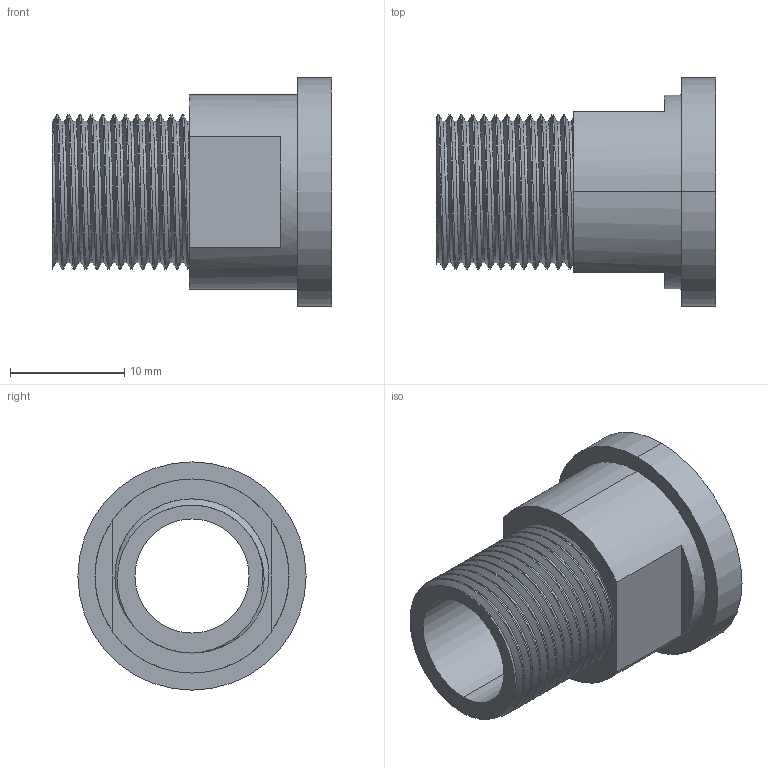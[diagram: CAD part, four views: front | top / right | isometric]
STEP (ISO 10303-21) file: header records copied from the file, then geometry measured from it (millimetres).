
FILE_DESCRIPTION (( 'STEP AP203' ), '1' );
FILE_NAME ('3D-LR-131-UE_1-4_17106410.STEP', '2024-09-02T16:22:36', ( '' ), ( '' ), 'SwSTEP 2.0', 'SolidWorks 2024', '' );
FILE_SCHEMA (( 'CONFIG_CONTROL_DESIGN' ));
Length unit declared in the file: millimetre
Products named in the file (1): 3D-LR-131-UE_1-4_17106410
Bounding box: 24.5 x 20 x 20 mm (x, y, z)
Volume: 2579.7 mm3; surface area: 2749.2 mm2
Topology: 1 solids, 1 shells, 44 faces, 116 edges, 76 vertices
Faces by surface type: cylinder 31, plane 9, bspline 4
Entity records: 3983 total; most frequent: CARTESIAN_POINT 2973, ORIENTED_EDGE 232, DIRECTION 160, EDGE_CURVE 116, VERTEX_POINT 76, AXIS2_PLACEMENT_3D 59, EDGE_LOOP 48, FACE_OUTER_BOUND 44
